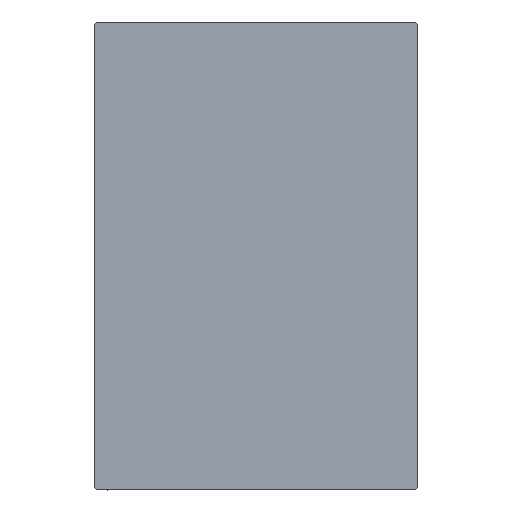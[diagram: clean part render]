
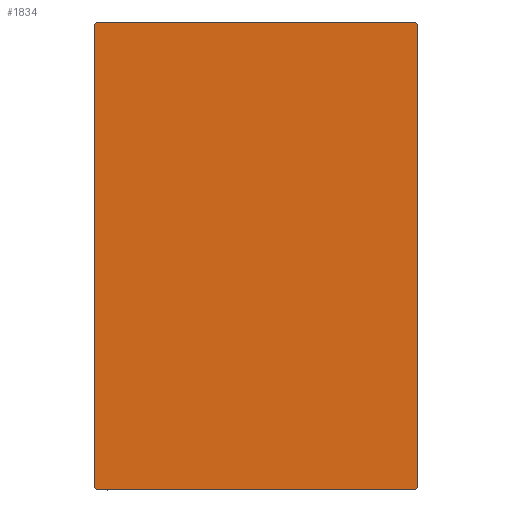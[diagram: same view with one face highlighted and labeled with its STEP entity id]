
A CAD part, left-side view. The second image highlights one B-rep face of the part: STEP entity #1834.
In plain terms, the highlighted face is planar.
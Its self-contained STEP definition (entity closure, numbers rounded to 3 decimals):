
#626 = VECTOR ( 'NONE', #43763, 1000. ) ;
#696 = CARTESIAN_POINT ( 'NONE',  ( 100., 0., 0. ) ) ;
#1834 = ADVANCED_FACE ( 'NONE', ( #7779 ), #17944, .T. ) ;
#2952 = EDGE_CURVE ( 'NONE', #16971, #28465, #35653, .T. ) ;
#3274 = DIRECTION ( 'NONE',  ( 0., 0.707, 0.707 ) ) ;
#3389 = CARTESIAN_POINT ( 'NONE',  ( 100., 27.35, 27.35 ) ) ;
#3627 = ORIENTED_EDGE ( 'NONE', *, *, #2952, .T. ) ;
#5931 = EDGE_CURVE ( 'NONE', #29895, #16971, #35446, .T. ) ;
#6513 = EDGE_CURVE ( 'NONE', #9628, #31161, #39809, .T. ) ;
#7294 = DIRECTION ( 'NONE',  ( 1., 0., 0. ) ) ;
#7779 = FACE_OUTER_BOUND ( 'NONE', #45003, .T. ) ;
#8092 = AXIS2_PLACEMENT_3D ( 'NONE', #696, #7294, #22193 ) ;
#8843 = EDGE_CURVE ( 'NONE', #28465, #17841, #13909, .T. ) ;
#9628 = VERTEX_POINT ( 'NONE', #24092 ) ;
#10031 = ORIENTED_EDGE ( 'NONE', *, *, #6513, .T. ) ;
#10418 = VECTOR ( 'NONE', #22155, 1000. ) ;
#12779 = LINE ( 'NONE', #15615, #19806 ) ;
#13909 = LINE ( 'NONE', #21235, #36251 ) ;
#14258 = VECTOR ( 'NONE', #17819, 1000. ) ;
#14424 = LINE ( 'NONE', #29086, #626 ) ;
#15012 = CARTESIAN_POINT ( 'NONE',  ( 100., 22.2, 32.5 ) ) ;
#15302 = CARTESIAN_POINT ( 'NONE',  ( 100., -22.5, -32.2 ) ) ;
#15615 = CARTESIAN_POINT ( 'NONE',  ( 100., 22.5, -32.5 ) ) ;
#16089 = ORIENTED_EDGE ( 'NONE', *, *, #19587, .T. ) ;
#16971 = VERTEX_POINT ( 'NONE', #44851 ) ;
#17675 = CARTESIAN_POINT ( 'NONE',  ( 100., -22.5, -32.5 ) ) ;
#17819 = DIRECTION ( 'NONE',  ( 0., -0.707, 0.707 ) ) ;
#17841 = VERTEX_POINT ( 'NONE', #30671 ) ;
#17944 = PLANE ( 'NONE',  #8092 ) ;
#19451 = ORIENTED_EDGE ( 'NONE', *, *, #26414, .T. ) ;
#19587 = EDGE_CURVE ( 'NONE', #17841, #9628, #12779, .T. ) ;
#19806 = VECTOR ( 'NONE', #26253, 1000. ) ;
#21235 = CARTESIAN_POINT ( 'NONE',  ( 100., 27.35, -27.35 ) ) ;
#22155 = DIRECTION ( 'NONE',  ( 0., -0.707, -0.707 ) ) ;
#22193 = DIRECTION ( 'NONE',  ( 0., 0., -1. ) ) ;
#22609 = CARTESIAN_POINT ( 'NONE',  ( 100., -27.35, 27.35 ) ) ;
#23256 = CARTESIAN_POINT ( 'NONE',  ( 100., 22.5, 32.5 ) ) ;
#23693 = ORIENTED_EDGE ( 'NONE', *, *, #5931, .T. ) ;
#23893 = VERTEX_POINT ( 'NONE', #32818 ) ;
#23955 = VECTOR ( 'NONE', #30830, 1000. ) ;
#24092 = CARTESIAN_POINT ( 'NONE',  ( 100., 22.5, 32.2 ) ) ;
#24532 = EDGE_CURVE ( 'NONE', #23893, #29895, #14424, .T. ) ;
#25214 = DIRECTION ( 'NONE',  ( 0., 1., 0. ) ) ;
#25526 = VECTOR ( 'NONE', #34751, 1000. ) ;
#26253 = DIRECTION ( 'NONE',  ( 0., 0., 1. ) ) ;
#26414 = EDGE_CURVE ( 'NONE', #31161, #37984, #37933, .T. ) ;
#27555 = ORIENTED_EDGE ( 'NONE', *, *, #29052, .T. ) ;
#28465 = VERTEX_POINT ( 'NONE', #34166 ) ;
#29052 = EDGE_CURVE ( 'NONE', #37984, #23893, #29245, .T. ) ;
#29086 = CARTESIAN_POINT ( 'NONE',  ( 100., -22.5, 32.5 ) ) ;
#29245 = LINE ( 'NONE', #22609, #10418 ) ;
#29895 = VERTEX_POINT ( 'NONE', #15302 ) ;
#30671 = CARTESIAN_POINT ( 'NONE',  ( 100., 22.5, -32.2 ) ) ;
#30830 = DIRECTION ( 'NONE',  ( 0., -1., 0. ) ) ;
#31161 = VERTEX_POINT ( 'NONE', #15012 ) ;
#32818 = CARTESIAN_POINT ( 'NONE',  ( 100., -22.5, 32.2 ) ) ;
#34166 = CARTESIAN_POINT ( 'NONE',  ( 100., 22.2, -32.5 ) ) ;
#34751 = DIRECTION ( 'NONE',  ( 0., 0.707, -0.707 ) ) ;
#35352 = ORIENTED_EDGE ( 'NONE', *, *, #24532, .T. ) ;
#35446 = LINE ( 'NONE', #45632, #25526 ) ;
#35586 = ORIENTED_EDGE ( 'NONE', *, *, #8843, .T. ) ;
#35653 = LINE ( 'NONE', #17675, #37564 ) ;
#36251 = VECTOR ( 'NONE', #3274, 1000. ) ;
#37564 = VECTOR ( 'NONE', #25214, 1000. ) ;
#37933 = LINE ( 'NONE', #23256, #23955 ) ;
#37984 = VERTEX_POINT ( 'NONE', #44831 ) ;
#39809 = LINE ( 'NONE', #3389, #14258 ) ;
#43763 = DIRECTION ( 'NONE',  ( 0., 0., -1. ) ) ;
#44831 = CARTESIAN_POINT ( 'NONE',  ( 100., -22.2, 32.5 ) ) ;
#44851 = CARTESIAN_POINT ( 'NONE',  ( 100., -22.2, -32.5 ) ) ;
#45003 = EDGE_LOOP ( 'NONE', ( #3627, #35586, #16089, #10031, #19451, #27555, #35352, #23693 ) ) ;
#45632 = CARTESIAN_POINT ( 'NONE',  ( 100., -27.35, -27.35 ) ) ;
